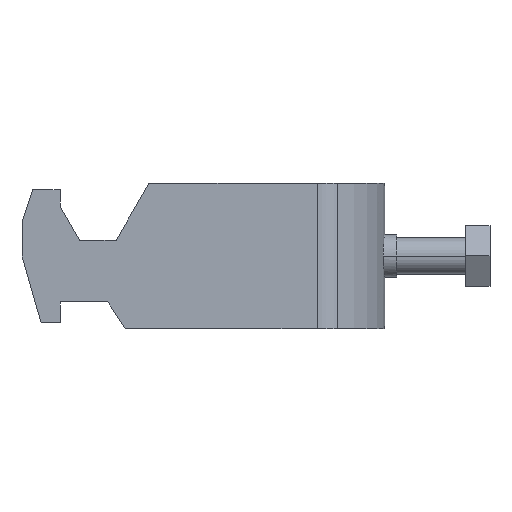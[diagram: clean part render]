
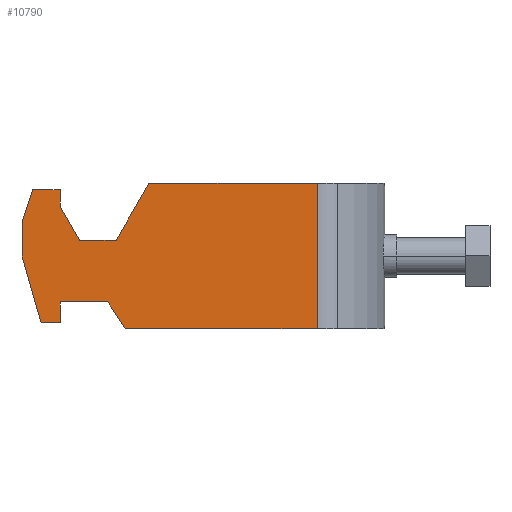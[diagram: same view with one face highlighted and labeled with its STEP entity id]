
A CAD part, left-side view. The second image highlights one B-rep face of the part: STEP entity #10790.
In plain terms, the highlighted planar face has unit normal (-1, 0, 0).
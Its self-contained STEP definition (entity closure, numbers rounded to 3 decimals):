
#780=CARTESIAN_POINT('',(-19.,-2.845,12.));
#790=VERTEX_POINT('',#780);
#820=CARTESIAN_POINT('',(-19.,11.329,12.));
#830=DIRECTION('',(0.,-1.,0.));
#840=VECTOR('',#830,1.);
#850=LINE('',#820,#840);
#860=CARTESIAN_POINT('',(-19.,25.,12.));
#870=VERTEX_POINT('',#860);
#880=EDGE_CURVE('',#870,#790,#850,.T.);
#1700=CARTESIAN_POINT('',(-19.,42.85,-11.));
#1710=VERTEX_POINT('',#1700);
#1880=CARTESIAN_POINT('',(-19.,46.,0.));
#1890=VERTEX_POINT('',#1880);
#1920=CARTESIAN_POINT('',(-19.,46.,0.));
#1930=DIRECTION('',(0.,0.275,
0.961));
#1940=VECTOR('',#1930,1.);
#1950=LINE('',#1920,#1940);
#1960=EDGE_CURVE('',#1710,#1890,#1950,.T.);
#2170=CARTESIAN_POINT('',(-19.,36.438,2.6));
#2180=VERTEX_POINT('',#2170);
#2350=CARTESIAN_POINT('',(-19.,30.427,2.6));
#2360=VERTEX_POINT('',#2350);
#2390=CARTESIAN_POINT('',(-19.,11.329,2.6));
#2400=DIRECTION('',(0.,-1.,0.));
#2410=VECTOR('',#2400,1.);
#2420=LINE('',#2390,#2410);
#2430=EDGE_CURVE('',#2180,#2360,#2420,.T.);
#2640=CARTESIAN_POINT('',(-19.,39.7,-11.));
#2650=VERTEX_POINT('',#2640);
#2770=CARTESIAN_POINT('',(-19.,11.329,-11.));
#2780=DIRECTION('',(0.,1.,0.));
#2790=VECTOR('',#2780,1.);
#2800=LINE('',#2770,#2790);
#2810=EDGE_CURVE('',#2650,#1710,#2800,.T.);
#3020=CARTESIAN_POINT('',(-19.,39.7,8.25));
#3030=VERTEX_POINT('',#3020);
#3080=CARTESIAN_POINT('',(-19.,39.7,0.));
#3090=DIRECTION('',(0.,0.,-1.));
#3100=VECTOR('',#3090,1.);
#3110=LINE('',#3080,#3100);
#3120=CARTESIAN_POINT('',(-19.,39.7,11.));
#3130=VERTEX_POINT('',#3120);
#3140=EDGE_CURVE('',#3130,#3030,#3110,.T.);
#3460=CARTESIAN_POINT('',(-19.,34.937,0.));
#3470=DIRECTION('',(0.,-0.5,-0.866));
#3480=VECTOR('',#3470,1.);
#3490=LINE('',#3460,#3480);
#3500=EDGE_CURVE('',#3030,#2180,#3490,.T.);
#5620=CARTESIAN_POINT('',(-19.,46.,5.5));
#5630=VERTEX_POINT('',#5620);
#5660=CARTESIAN_POINT('',(-19.,46.,0.));
#5670=DIRECTION('',(0.,0.,1.));
#5680=VECTOR('',#5670,1.);
#5690=LINE('',#5660,#5680);
#5700=EDGE_CURVE('',#1890,#5630,#5690,.T.);
#5840=CARTESIAN_POINT('',(-19.,39.7,-7.6));
#5850=VERTEX_POINT('',#5840);
#5880=CARTESIAN_POINT('',(-19.,11.329,-7.6));
#5890=DIRECTION('',(0.,1.,0.));
#5900=VECTOR('',#5890,1.);
#5910=LINE('',#5880,#5900);
#5920=CARTESIAN_POINT('',(-19.,31.812,-7.6));
#5930=VERTEX_POINT('',#5920);
#5940=EDGE_CURVE('',#5930,#5850,#5910,.T.);
#7490=CARTESIAN_POINT('',(-19.,36.843,0.));
#7500=DIRECTION('',(0.,0.552,
0.834));
#7510=VECTOR('',#7500,1.);
#7520=LINE('',#7490,#7510);
#7530=CARTESIAN_POINT('',(-19.,28.9,-12.));
#7540=VERTEX_POINT('',#7530);
#7550=EDGE_CURVE('',#7540,#5930,#7520,.T.);
#8530=CARTESIAN_POINT('',(-19.,11.329,11.));
#8540=DIRECTION('',(0.,-1.,0.));
#8550=VECTOR('',#8540,1.);
#8560=LINE('',#8530,#8550);
#8570=CARTESIAN_POINT('',(-19.,44.213,11.));
#8580=VERTEX_POINT('',#8570);
#8590=EDGE_CURVE('',#8580,#3130,#8560,.T.);
#8800=CARTESIAN_POINT('',(-19.,11.329,-12.));
#8810=DIRECTION('',(0.,1.,0.));
#8820=VECTOR('',#8810,1.);
#8830=LINE('',#8800,#8820);
#8840=CARTESIAN_POINT('',(-19.,-2.845,-12.));
#8850=VERTEX_POINT('',#8840);
#8860=EDGE_CURVE('',#8850,#7540,#8830,.T.);
#9960=CARTESIAN_POINT('',(-19.,47.787,0.));
#9970=DIRECTION('',(0.,-0.309,
0.951));
#9980=VECTOR('',#9970,1.);
#9990=LINE('',#9960,#9980);
#10000=EDGE_CURVE('',#5630,#8580,#9990,.T.);
#10170=CARTESIAN_POINT('',(-19.,31.928,0.));
#10180=DIRECTION('',(0.,-0.5,0.866));
#10190=VECTOR('',#10180,1.);
#10200=LINE('',#10170,#10190);
#10210=EDGE_CURVE('',#2360,#870,#10200,.T.);
#10340=CARTESIAN_POINT('',(-19.,39.7,0.));
#10350=DIRECTION('',(0.,0.,-1.));
#10360=VECTOR('',#10350,1.);
#10370=LINE('',#10340,#10360);
#10380=EDGE_CURVE('',#5850,#2650,#10370,.T.);
#10520=CARTESIAN_POINT('',(-19.,51.482,-14.4));
#10530=DIRECTION('',(1.,-0.,0.));
#10540=DIRECTION('',(0.,0.,-1.));
#10550=AXIS2_PLACEMENT_3D('',#10520,#10530,#10540);
#10560=PLANE('',#10550);
#10570=ORIENTED_EDGE('',*,*,#8860,.F.);
#10580=ORIENTED_EDGE('',*,*,#7550,.F.);
#10590=ORIENTED_EDGE('',*,*,#5940,.F.);
#10600=ORIENTED_EDGE('',*,*,#10380,.F.);
#10610=ORIENTED_EDGE('',*,*,#2810,.F.);
#10620=ORIENTED_EDGE('',*,*,#1960,.F.);
#10630=ORIENTED_EDGE('',*,*,#5700,.F.);
#10640=ORIENTED_EDGE('',*,*,#10000,.F.);
#10650=ORIENTED_EDGE('',*,*,#8590,.F.);
#10660=ORIENTED_EDGE('',*,*,#3140,.F.);
#10670=ORIENTED_EDGE('',*,*,#3500,.F.);
#10680=ORIENTED_EDGE('',*,*,#2430,.F.);
#10690=ORIENTED_EDGE('',*,*,#10210,.F.);
#10700=ORIENTED_EDGE('',*,*,#880,.F.);
#10710=CARTESIAN_POINT('',(-19.,-2.845,-14.4));
#10720=DIRECTION('',(0.,0.,1.));
#10730=VECTOR('',#10720,1.);
#10740=LINE('',#10710,#10730);
#10750=EDGE_CURVE('',#8850,#790,#10740,.T.);
#10760=ORIENTED_EDGE('',*,*,#10750,.T.);
#10770=EDGE_LOOP('',(#10760,#10700,#10690,#10680,#10670,#10660,#10650,
#10640,#10630,#10620,#10610,#10600,#10590,#10580,#10570));
#10780=FACE_OUTER_BOUND('',#10770,.T.);
#10790=ADVANCED_FACE('',(#10780),#10560,.F.);
